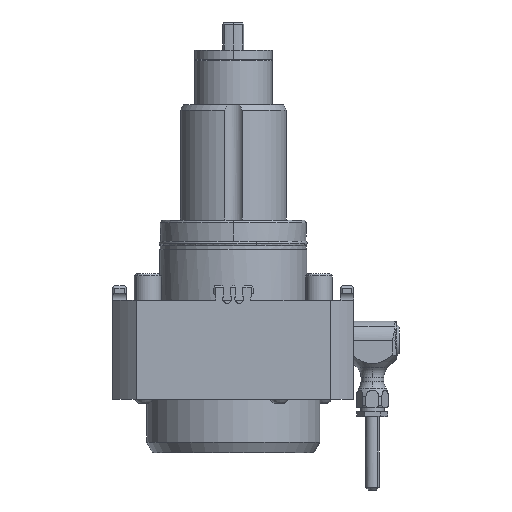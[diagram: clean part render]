
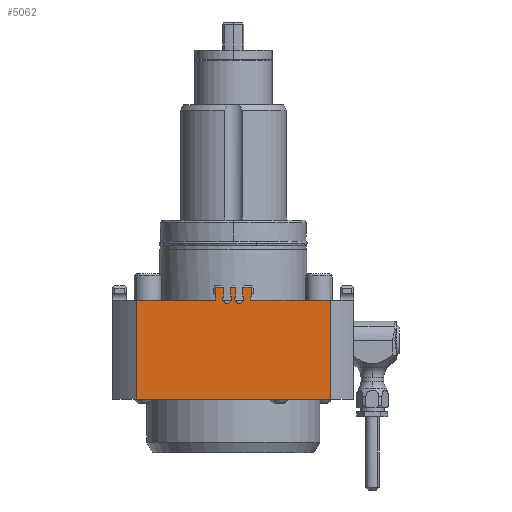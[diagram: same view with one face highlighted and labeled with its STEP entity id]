
A CAD part, front view. The second image highlights one B-rep face of the part: STEP entity #5062.
In plain terms, the highlighted planar face has unit normal (0, -1, 0).
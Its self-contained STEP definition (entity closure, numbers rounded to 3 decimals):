
#294=CARTESIAN_POINT('',(-36.28,-42.,0.));
#295=VERTEX_POINT('',#294);
#296=CARTESIAN_POINT('',(-36.28,-42.,-37.));
#297=VERTEX_POINT('',#296);
#298=CARTESIAN_POINT('',(-36.28,-42.,0.));
#299=DIRECTION('',(0.,0.,-1.));
#300=VECTOR('',#299,37.);
#301=LINE('',#298,#300);
#302=EDGE_CURVE('',#295,#297,#301,.T.);
#1888=CARTESIAN_POINT('',(36.28,-42.,-37.));
#1889=VERTEX_POINT('',#1888);
#1897=CARTESIAN_POINT('',(-36.28,-42.,-37.));
#1898=DIRECTION('',(1.,0.,-0.));
#1899=VECTOR('',#1898,72.56);
#1900=LINE('',#1897,#1899);
#1901=EDGE_CURVE('',#297,#1889,#1900,.T.);
#4034=CARTESIAN_POINT('',(36.28,-42.,-0.));
#4035=VERTEX_POINT('',#4034);
#4043=CARTESIAN_POINT('',(36.28,-42.,-37.));
#4044=DIRECTION('',(0.,0.,1.));
#4045=VECTOR('',#4044,37.);
#4046=LINE('',#4043,#4045);
#4047=EDGE_CURVE('',#1889,#4035,#4046,.T.);
#4442=CARTESIAN_POINT('',(-6.546,-42.,0.));
#4443=VERTEX_POINT('',#4442);
#4444=CARTESIAN_POINT('',(-6.546,-42.,0.));
#4445=DIRECTION('',(-1.,0.,0.));
#4446=VECTOR('',#4445,29.734);
#4447=LINE('',#4444,#4446);
#4448=EDGE_CURVE('',#4443,#295,#4447,.T.);
#4498=CARTESIAN_POINT('',(6.546,-42.,0.));
#4499=VERTEX_POINT('',#4498);
#4506=CARTESIAN_POINT('',(36.28,-42.,-0.));
#4507=DIRECTION('',(-1.,0.,0.));
#4508=VECTOR('',#4507,29.734);
#4509=LINE('',#4506,#4508);
#4510=EDGE_CURVE('',#4035,#4499,#4509,.T.);
#4926=CARTESIAN_POINT('',(-45.,-42.,0.));
#4927=DIRECTION('',(-0.,-1.,0.));
#4928=DIRECTION('',(0.,0.,1.));
#4929=AXIS2_PLACEMENT_3D('',#4926,#4927,#4928);
#4930=PLANE('',#4929);
#4931=ORIENTED_EDGE('',*,*,#4047,.T.);
#4932=ORIENTED_EDGE('',*,*,#4510,.T.);
#4933=CARTESIAN_POINT('',(6.805,-42.,1.759));
#4934=VERTEX_POINT('',#4933);
#4935=CARTESIAN_POINT('',(9.25,-42.,0.5));
#4936=DIRECTION('',(0.,1.,-0.));
#4937=DIRECTION('',(0.,0.,1.));
#4938=AXIS2_PLACEMENT_3D('',#4935,#4936,#4937);
#4939=CIRCLE('',#4938,2.75);
#4940=EDGE_CURVE('',#4499,#4934,#4939,.T.);
#4941=ORIENTED_EDGE('',*,*,#4940,.T.);
#4942=CARTESIAN_POINT('',(6.805,-42.,4.8));
#4943=VERTEX_POINT('',#4942);
#4944=CARTESIAN_POINT('',(6.805,-42.,4.8));
#4945=DIRECTION('',(0.,0.,-1.));
#4946=VECTOR('',#4945,3.041);
#4947=LINE('',#4944,#4946);
#4948=EDGE_CURVE('',#4943,#4934,#4947,.T.);
#4949=ORIENTED_EDGE('',*,*,#4948,.F.);
#4950=CARTESIAN_POINT('',(3.5,-42.,4.8));
#4951=VERTEX_POINT('',#4950);
#4952=CARTESIAN_POINT('',(3.5,-42.,4.8));
#4953=DIRECTION('',(1.,0.,-0.));
#4954=VECTOR('',#4953,3.305);
#4955=LINE('',#4952,#4954);
#4956=EDGE_CURVE('',#4951,#4943,#4955,.T.);
#4957=ORIENTED_EDGE('',*,*,#4956,.F.);
#4958=CARTESIAN_POINT('',(3.5,-42.,1.577));
#4959=VERTEX_POINT('',#4958);
#4960=CARTESIAN_POINT('',(3.5,-42.,4.8));
#4961=DIRECTION('',(-0.,0.,-1.));
#4962=VECTOR('',#4961,3.223);
#4963=LINE('',#4960,#4962);
#4964=EDGE_CURVE('',#4951,#4959,#4963,.T.);
#4965=ORIENTED_EDGE('',*,*,#4964,.T.);
#4966=CARTESIAN_POINT('',(2.25,-42.,-1.15));
#4967=VERTEX_POINT('',#4966);
#4968=CARTESIAN_POINT('',(2.25,-42.,0.5));
#4969=DIRECTION('',(0.,1.,-0.));
#4970=DIRECTION('',(0.,0.,1.));
#4971=AXIS2_PLACEMENT_3D('',#4968,#4969,#4970);
#4972=CIRCLE('',#4971,1.65);
#4973=EDGE_CURVE('',#4959,#4967,#4972,.T.);
#4974=ORIENTED_EDGE('',*,*,#4973,.T.);
#4975=CARTESIAN_POINT('',(1.,-42.,1.577));
#4976=VERTEX_POINT('',#4975);
#4977=CARTESIAN_POINT('',(2.25,-42.,0.5));
#4978=DIRECTION('',(0.,1.,-0.));
#4979=DIRECTION('',(0.,0.,1.));
#4980=AXIS2_PLACEMENT_3D('',#4977,#4978,#4979);
#4981=CIRCLE('',#4980,1.65);
#4982=EDGE_CURVE('',#4967,#4976,#4981,.T.);
#4983=ORIENTED_EDGE('',*,*,#4982,.T.);
#4984=CARTESIAN_POINT('',(1.,-42.,4.8));
#4985=VERTEX_POINT('',#4984);
#4986=CARTESIAN_POINT('',(1.,-42.,1.577));
#4987=DIRECTION('',(0.,0.,1.));
#4988=VECTOR('',#4987,3.223);
#4989=LINE('',#4986,#4988);
#4990=EDGE_CURVE('',#4976,#4985,#4989,.T.);
#4991=ORIENTED_EDGE('',*,*,#4990,.T.);
#4992=CARTESIAN_POINT('',(-1.,-42.,4.8));
#4993=VERTEX_POINT('',#4992);
#4994=CARTESIAN_POINT('',(-1.,-42.,4.8));
#4995=DIRECTION('',(1.,0.,-0.));
#4996=VECTOR('',#4995,2.);
#4997=LINE('',#4994,#4996);
#4998=EDGE_CURVE('',#4993,#4985,#4997,.T.);
#4999=ORIENTED_EDGE('',*,*,#4998,.F.);
#5000=CARTESIAN_POINT('',(-1.,-42.,1.577));
#5001=VERTEX_POINT('',#5000);
#5002=CARTESIAN_POINT('',(-1.,-42.,4.8));
#5003=DIRECTION('',(-0.,0.,-1.));
#5004=VECTOR('',#5003,3.223);
#5005=LINE('',#5002,#5004);
#5006=EDGE_CURVE('',#4993,#5001,#5005,.T.);
#5007=ORIENTED_EDGE('',*,*,#5006,.T.);
#5008=CARTESIAN_POINT('',(-2.25,-42.,-1.15));
#5009=VERTEX_POINT('',#5008);
#5010=CARTESIAN_POINT('',(-2.25,-42.,0.5));
#5011=DIRECTION('',(0.,1.,-0.));
#5012=DIRECTION('',(0.,0.,1.));
#5013=AXIS2_PLACEMENT_3D('',#5010,#5011,#5012);
#5014=CIRCLE('',#5013,1.65);
#5015=EDGE_CURVE('',#5001,#5009,#5014,.T.);
#5016=ORIENTED_EDGE('',*,*,#5015,.T.);
#5017=CARTESIAN_POINT('',(-3.5,-42.,1.577));
#5018=VERTEX_POINT('',#5017);
#5019=CARTESIAN_POINT('',(-2.25,-42.,0.5));
#5020=DIRECTION('',(0.,1.,-0.));
#5021=DIRECTION('',(0.,0.,1.));
#5022=AXIS2_PLACEMENT_3D('',#5019,#5020,#5021);
#5023=CIRCLE('',#5022,1.65);
#5024=EDGE_CURVE('',#5009,#5018,#5023,.T.);
#5025=ORIENTED_EDGE('',*,*,#5024,.T.);
#5026=CARTESIAN_POINT('',(-3.5,-42.,4.8));
#5027=VERTEX_POINT('',#5026);
#5028=CARTESIAN_POINT('',(-3.5,-42.,1.577));
#5029=DIRECTION('',(0.,0.,1.));
#5030=VECTOR('',#5029,3.223);
#5031=LINE('',#5028,#5030);
#5032=EDGE_CURVE('',#5018,#5027,#5031,.T.);
#5033=ORIENTED_EDGE('',*,*,#5032,.T.);
#5034=CARTESIAN_POINT('',(-6.805,-42.,4.8));
#5035=VERTEX_POINT('',#5034);
#5036=CARTESIAN_POINT('',(-6.805,-42.,4.8));
#5037=DIRECTION('',(1.,0.,-0.));
#5038=VECTOR('',#5037,3.305);
#5039=LINE('',#5036,#5038);
#5040=EDGE_CURVE('',#5035,#5027,#5039,.T.);
#5041=ORIENTED_EDGE('',*,*,#5040,.F.);
#5042=CARTESIAN_POINT('',(-6.805,-42.,1.759));
#5043=VERTEX_POINT('',#5042);
#5044=CARTESIAN_POINT('',(-6.805,-42.,1.759));
#5045=DIRECTION('',(0.,0.,1.));
#5046=VECTOR('',#5045,3.041);
#5047=LINE('',#5044,#5046);
#5048=EDGE_CURVE('',#5043,#5035,#5047,.T.);
#5049=ORIENTED_EDGE('',*,*,#5048,.F.);
#5050=CARTESIAN_POINT('',(-9.25,-42.,0.5));
#5051=DIRECTION('',(0.,1.,-0.));
#5052=DIRECTION('',(0.,0.,1.));
#5053=AXIS2_PLACEMENT_3D('',#5050,#5051,#5052);
#5054=CIRCLE('',#5053,2.75);
#5055=EDGE_CURVE('',#5043,#4443,#5054,.T.);
#5056=ORIENTED_EDGE('',*,*,#5055,.T.);
#5057=ORIENTED_EDGE('',*,*,#4448,.T.);
#5058=ORIENTED_EDGE('',*,*,#302,.T.);
#5059=ORIENTED_EDGE('',*,*,#1901,.T.);
#5060=EDGE_LOOP('',(#4931,#4932,#4941,#4949,#4957,#4965,#4974,#4983,#4991,#4999,#5007,#5016,#5025,#5033,#5041,#5049,#5056,#5057,#5058,#5059));
#5061=FACE_BOUND('',#5060,.T.);
#5062=ADVANCED_FACE('',(#5061),#4930,.T.);
